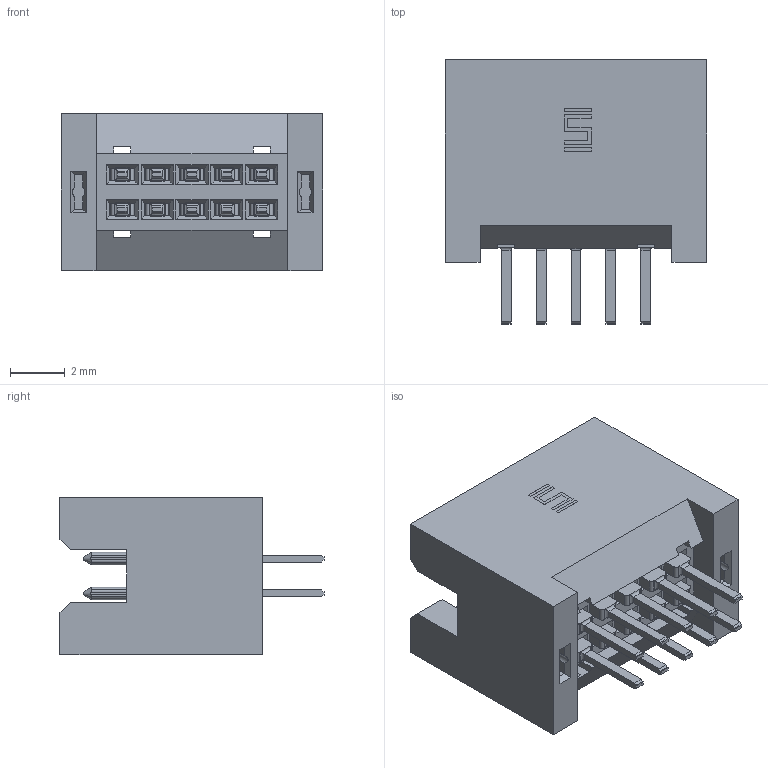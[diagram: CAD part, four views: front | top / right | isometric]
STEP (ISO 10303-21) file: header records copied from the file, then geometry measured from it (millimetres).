
FILE_DESCRIPTION (( 'STEP AP214' ), '1' );
FILE_NAME ('B0C3C828-3552-48E8-8FED-1E7B3B58EA4F.STEP', '2008-08-15T12:54:39', ( 'SysAdmin' ), ( 'SolidWorks' ), 'SwSTEP 2.0', 'SolidWorks 2008', '' );
FILE_SCHEMA (( 'AUTOMOTIVE_DESIGN' ));
Length unit declared in the file: millimetre
Products named in the file (3): SW3dPS-TFM-105-11-X-D_T-1R20-X; SW3dPS-TFM-105-11-X-D_TFM-XX-D; B0C3C828-3552-48E8-8FED-1E7B3B58EA4F
Assembly tree (11 placements, depth 2):
  B0C3C828-3552-48E8-8FED-1E7B3B58EA4F
    SW3dPS-TFM-105-11-X-D_T-1R20-X  x10
    SW3dPS-TFM-105-11-X-D_TFM-XX-D
Bounding box: 9.53 x 9.61 x 5.72 mm (x, y, z)
Volume: 249.7 mm3; surface area: 656.2 mm2
Topology: 11 solids, 11 shells, 853 faces, 2283 edges, 1461 vertices
Faces by surface type: plane 639, cylinder 194, cone 20
Entity records: 11752 total; most frequent: CARTESIAN_POINT 2157, ORIENTED_EDGE 2028, DIRECTION 1812, EDGE_CURVE 1014, VECTOR 968, LINE 968, VERTEX_POINT 651, AXIS2_PLACEMENT_3D 422
